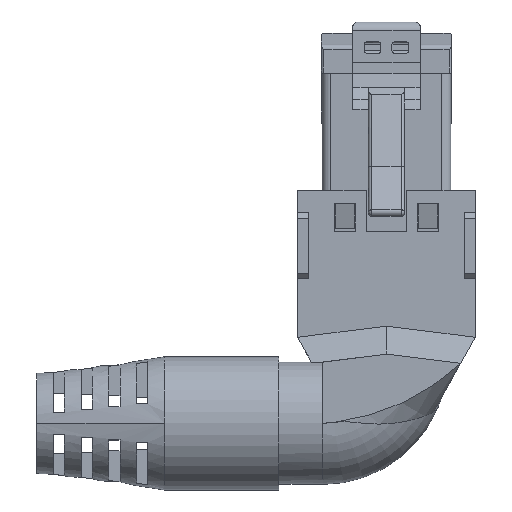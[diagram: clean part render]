
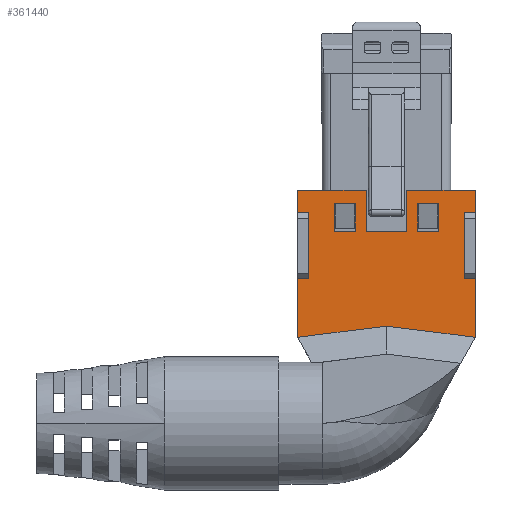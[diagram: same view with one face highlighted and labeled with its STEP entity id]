
A CAD part, top view. The second image highlights one B-rep face of the part: STEP entity #361440.
In plain terms, the highlighted planar face has unit normal (0, 0, 1).
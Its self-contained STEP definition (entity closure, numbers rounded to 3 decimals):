
#351690=CARTESIAN_POINT('',(2.8,-2.4,4.5));
#351700=VERTEX_POINT('',#351690);
#351730=CARTESIAN_POINT('',(0.,-2.4,4.5));
#351740=DIRECTION('',(-1.,0.,0.));
#351750=VECTOR('',#351740,1.);
#351760=LINE('',#351730,#351750);
#351770=CARTESIAN_POINT('',(4.7,-2.4,4.5));
#351780=VERTEX_POINT('',#351770);
#351790=EDGE_CURVE('',#351780,#351700,#351760,.T.);
#354590=CARTESIAN_POINT('',(2.8,0.,4.5));
#354600=DIRECTION('',(0.,-1.,0.));
#354610=VECTOR('',#354600,1.);
#354620=LINE('',#354590,#354610);
#354630=CARTESIAN_POINT('',(2.8,-4.9,4.5));
#354640=VERTEX_POINT('',#354630);
#354650=EDGE_CURVE('',#351700,#354640,#354620,.T.);
#359300=CARTESIAN_POINT('',(4.7,-4.9,4.5));
#359310=VERTEX_POINT('',#359300);
#359340=CARTESIAN_POINT('',(0.,-4.9,4.5));
#359350=DIRECTION('',(1.,0.,-0.));
#359360=VECTOR('',#359350,1.);
#359370=LINE('',#359340,#359360);
#359380=EDGE_CURVE('',#354640,#359310,#359370,.T.);
#359490=CARTESIAN_POINT('',(4.7,0.,4.5));
#359500=DIRECTION('',(0.,1.,-0.));
#359510=VECTOR('',#359500,1.);
#359520=LINE('',#359490,#359510);
#359530=EDGE_CURVE('',#359310,#351780,#359520,.T.);
#359610=CARTESIAN_POINT('',(-8.4,-14.781,4.5));
#359620=DIRECTION('',(0.,0.,1.));
#359630=DIRECTION('',(1.,0.,-0.));
#359640=AXIS2_PLACEMENT_3D('',#359610,#359620,#359630);
#359650=PLANE('',#359640);
#359660=CARTESIAN_POINT('',(0.,-13.45,4.5));
#359670=DIRECTION('',(0.992,0.124,-0.));
#359680=VECTOR('',#359670,1.);
#359690=LINE('',#359660,#359680);
#359700=CARTESIAN_POINT('',(-8.,-14.45,4.5));
#359710=VERTEX_POINT('',#359700);
#359720=CARTESIAN_POINT('',(0.,-13.45,4.5));
#359730=VERTEX_POINT('',#359720);
#359740=EDGE_CURVE('',#359710,#359730,#359690,.T.);
#359750=ORIENTED_EDGE('',*,*,#359740,.T.);
#359760=CARTESIAN_POINT('',(-8.,0.,4.5));
#359770=DIRECTION('',(-0.,-1.,0.));
#359780=VECTOR('',#359770,1.);
#359790=LINE('',#359760,#359780);
#359800=CARTESIAN_POINT('',(-8.,-9.2,4.5));
#359810=VERTEX_POINT('',#359800);
#359820=EDGE_CURVE('',#359810,#359710,#359790,.T.);
#359830=ORIENTED_EDGE('',*,*,#359820,.T.);
#359840=CARTESIAN_POINT('',(0.,-9.2,4.5));
#359850=DIRECTION('',(-1.,0.,0.));
#359860=VECTOR('',#359850,1.);
#359870=LINE('',#359840,#359860);
#359880=CARTESIAN_POINT('',(-7.,-9.2,4.5));
#359890=VERTEX_POINT('',#359880);
#359900=EDGE_CURVE('',#359890,#359810,#359870,.T.);
#359910=ORIENTED_EDGE('',*,*,#359900,.T.);
#359920=CARTESIAN_POINT('',(-7.,0.,4.5));
#359930=DIRECTION('',(0.,1.,-0.));
#359940=VECTOR('',#359930,1.);
#359950=LINE('',#359920,#359940);
#359960=CARTESIAN_POINT('',(-7.,-3.2,4.5));
#359970=VERTEX_POINT('',#359960);
#359980=EDGE_CURVE('',#359890,#359970,#359950,.T.);
#359990=ORIENTED_EDGE('',*,*,#359980,.F.);
#360000=CARTESIAN_POINT('',(0.,-3.2,4.5));
#360010=DIRECTION('',(-1.,-0.,-0.));
#360020=VECTOR('',#360010,1.);
#360030=LINE('',#360000,#360020);
#360040=CARTESIAN_POINT('',(-8.,-3.2,4.5));
#360050=VERTEX_POINT('',#360040);
#360060=EDGE_CURVE('',#359970,#360050,#360030,.T.);
#360070=ORIENTED_EDGE('',*,*,#360060,.F.);
#360080=CARTESIAN_POINT('',(-8.,0.,4.5));
#360090=DIRECTION('',(-0.,-1.,0.));
#360100=VECTOR('',#360090,1.);
#360110=LINE('',#360080,#360100);
#360120=CARTESIAN_POINT('',(-8.,-1.2,4.5));
#360130=VERTEX_POINT('',#360120);
#360140=EDGE_CURVE('',#360130,#360050,#360110,.T.);
#360150=ORIENTED_EDGE('',*,*,#360140,.T.);
#360160=CARTESIAN_POINT('',(0.,-1.2,4.5));
#360170=DIRECTION('',(1.,-0.,-0.));
#360180=VECTOR('',#360170,1.);
#360190=LINE('',#360160,#360180);
#360200=CARTESIAN_POINT('',(-1.825,-1.2,4.5));
#360210=VERTEX_POINT('',#360200);
#360220=EDGE_CURVE('',#360130,#360210,#360190,.T.);
#360230=ORIENTED_EDGE('',*,*,#360220,.F.);
#360240=CARTESIAN_POINT('',(-1.825,0.,4.5));
#360250=DIRECTION('',(-0.,1.,0.));
#360260=VECTOR('',#360250,1.);
#360270=LINE('',#360240,#360260);
#360280=CARTESIAN_POINT('',(-1.825,-4.95,4.5));
#360290=VERTEX_POINT('',#360280);
#360300=EDGE_CURVE('',#360290,#360210,#360270,.T.);
#360310=ORIENTED_EDGE('',*,*,#360300,.T.);
#360320=CARTESIAN_POINT('',(0.,-4.95,4.5));
#360330=DIRECTION('',(-1.,0.,0.));
#360340=VECTOR('',#360330,1.);
#360350=LINE('',#360320,#360340);
#360360=CARTESIAN_POINT('',(1.825,-4.95,4.5));
#360370=VERTEX_POINT('',#360360);
#360380=EDGE_CURVE('',#360370,#360290,#360350,.T.);
#360390=ORIENTED_EDGE('',*,*,#360380,.T.);
#360400=CARTESIAN_POINT('',(1.825,0.,4.5));
#360410=DIRECTION('',(0.,1.,-0.));
#360420=VECTOR('',#360410,1.);
#360430=LINE('',#360400,#360420);
#360440=CARTESIAN_POINT('',(1.825,-1.2,4.5));
#360450=VERTEX_POINT('',#360440);
#360460=EDGE_CURVE('',#360370,#360450,#360430,.T.);
#360470=ORIENTED_EDGE('',*,*,#360460,.F.);
#360480=CARTESIAN_POINT('',(0.,-1.2,4.5));
#360490=DIRECTION('',(1.,-0.,-0.));
#360500=VECTOR('',#360490,1.);
#360510=LINE('',#360480,#360500);
#360520=CARTESIAN_POINT('',(8.,-1.2,4.5));
#360530=VERTEX_POINT('',#360520);
#360540=EDGE_CURVE('',#360450,#360530,#360510,.T.);
#360550=ORIENTED_EDGE('',*,*,#360540,.F.);
#360560=CARTESIAN_POINT('',(8.,0.,4.5));
#360570=DIRECTION('',(0.,-1.,-0.));
#360580=VECTOR('',#360570,1.);
#360590=LINE('',#360560,#360580);
#360600=CARTESIAN_POINT('',(8.,-3.2,4.5));
#360610=VERTEX_POINT('',#360600);
#360620=EDGE_CURVE('',#360530,#360610,#360590,.T.);
#360630=ORIENTED_EDGE('',*,*,#360620,.F.);
#360640=CARTESIAN_POINT('',(0.,-3.2,4.5));
#360650=DIRECTION('',(1.,0.,0.));
#360660=VECTOR('',#360650,1.);
#360670=LINE('',#360640,#360660);
#360680=CARTESIAN_POINT('',(7.,-3.2,4.5));
#360690=VERTEX_POINT('',#360680);
#360700=EDGE_CURVE('',#360690,#360610,#360670,.T.);
#360710=ORIENTED_EDGE('',*,*,#360700,.T.);
#360720=CARTESIAN_POINT('',(7.,0.,4.5));
#360730=DIRECTION('',(-0.,1.,0.));
#360740=VECTOR('',#360730,1.);
#360750=LINE('',#360720,#360740);
#360760=CARTESIAN_POINT('',(7.,-9.2,4.5));
#360770=VERTEX_POINT('',#360760);
#360780=EDGE_CURVE('',#360770,#360690,#360750,.T.);
#360790=ORIENTED_EDGE('',*,*,#360780,.T.);
#360800=CARTESIAN_POINT('',(0.,-9.2,4.5));
#360810=DIRECTION('',(1.,-0.,-0.));
#360820=VECTOR('',#360810,1.);
#360830=LINE('',#360800,#360820);
#360840=CARTESIAN_POINT('',(8.,-9.2,4.5));
#360850=VERTEX_POINT('',#360840);
#360860=EDGE_CURVE('',#360770,#360850,#360830,.T.);
#360870=ORIENTED_EDGE('',*,*,#360860,.F.);
#360880=CARTESIAN_POINT('',(8.,0.,4.5));
#360890=DIRECTION('',(0.,-1.,-0.));
#360900=VECTOR('',#360890,1.);
#360910=LINE('',#360880,#360900);
#360920=CARTESIAN_POINT('',(8.,-14.45,4.5));
#360930=VERTEX_POINT('',#360920);
#360940=EDGE_CURVE('',#360850,#360930,#360910,.T.);
#360950=ORIENTED_EDGE('',*,*,#360940,.F.);
#360960=CARTESIAN_POINT('',(0.,-13.45,4.5));
#360970=DIRECTION('',(0.992,-0.124,-0.));
#360980=VECTOR('',#360970,1.);
#360990=LINE('',#360960,#360980);
#361000=EDGE_CURVE('',#359730,#360930,#360990,.T.);
#361010=ORIENTED_EDGE('',*,*,#361000,.T.);
#361020=EDGE_LOOP('',(#361010,#360950,#360870,#360790,#360710,#360630,
#360550,#360470,#360390,#360310,#360230,#360150,#360070,#359990,#359910,
#359830,#359750));
#361030=FACE_OUTER_BOUND('',#361020,.T.);
#361040=CARTESIAN_POINT('',(-2.8,0.,4.5));
#361050=DIRECTION('',(0.,1.,-0.));
#361060=VECTOR('',#361050,1.);
#361070=LINE('',#361040,#361060);
#361080=CARTESIAN_POINT('',(-2.8,-4.9,4.5));
#361090=VERTEX_POINT('',#361080);
#361100=CARTESIAN_POINT('',(-2.8,-2.4,4.5));
#361110=VERTEX_POINT('',#361100);
#361120=EDGE_CURVE('',#361090,#361110,#361070,.T.);
#361130=ORIENTED_EDGE('',*,*,#361120,.F.);
#361140=CARTESIAN_POINT('',(0.,-2.4,4.5));
#361150=DIRECTION('',(-1.,-0.,-0.));
#361160=VECTOR('',#361150,1.);
#361170=LINE('',#361140,#361160);
#361180=CARTESIAN_POINT('',(-4.7,-2.4,4.5));
#361190=VERTEX_POINT('',#361180);
#361200=EDGE_CURVE('',#361110,#361190,#361170,.T.);
#361210=ORIENTED_EDGE('',*,*,#361200,.F.);
#361220=CARTESIAN_POINT('',(-4.7,0.,4.5));
#361230=DIRECTION('',(0.,-1.,-0.));
#361240=VECTOR('',#361230,1.);
#361250=LINE('',#361220,#361240);
#361260=CARTESIAN_POINT('',(-4.7,-4.9,4.5));
#361270=VERTEX_POINT('',#361260);
#361280=EDGE_CURVE('',#361190,#361270,#361250,.T.);
#361290=ORIENTED_EDGE('',*,*,#361280,.F.);
#361300=CARTESIAN_POINT('',(0.,-4.9,4.5));
#361310=DIRECTION('',(1.,-0.,-0.));
#361320=VECTOR('',#361310,1.);
#361330=LINE('',#361300,#361320);
#361340=EDGE_CURVE('',#361270,#361090,#361330,.T.);
#361350=ORIENTED_EDGE('',*,*,#361340,.F.);
#361360=EDGE_LOOP('',(#361350,#361290,#361210,#361130));
#361370=FACE_BOUND('',#361360,.T.);
#361380=ORIENTED_EDGE('',*,*,#359530,.F.);
#361390=ORIENTED_EDGE('',*,*,#351790,.F.);
#361400=ORIENTED_EDGE('',*,*,#354650,.F.);
#361410=ORIENTED_EDGE('',*,*,#359380,.F.);
#361420=EDGE_LOOP('',(#361410,#361400,#361390,#361380));
#361430=FACE_BOUND('',#361420,.T.);
#361440=ADVANCED_FACE('',(#361030,#361370,#361430),#359650,.T.);
